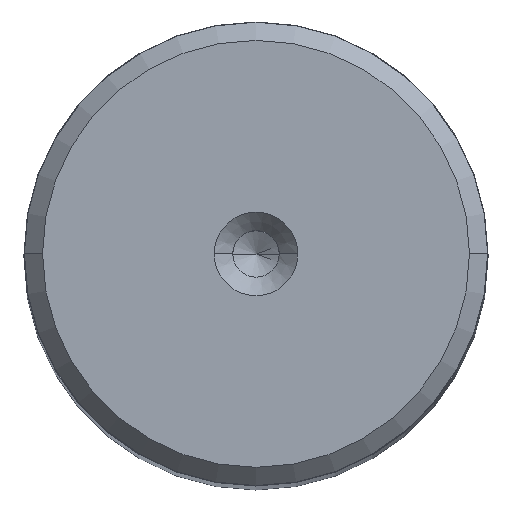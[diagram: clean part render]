
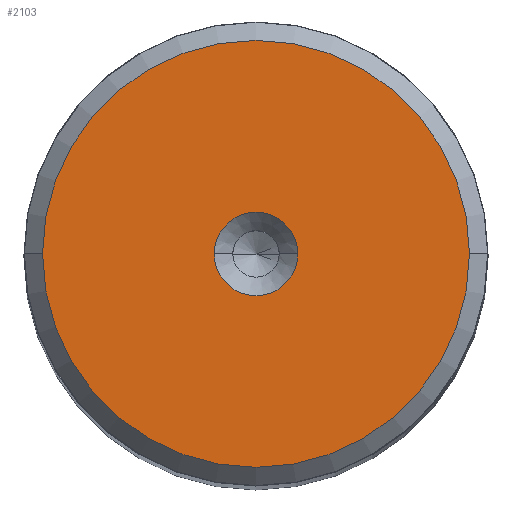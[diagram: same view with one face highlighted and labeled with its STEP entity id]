
A CAD part, top view. The second image highlights one B-rep face of the part: STEP entity #2103.
In plain terms, the highlighted planar face has unit normal (0, 0, 1).
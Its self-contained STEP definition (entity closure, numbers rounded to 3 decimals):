
#6 = CARTESIAN_POINT ( 'NONE',  ( -2.25, 0., 130. ) ) ;
#52 = CARTESIAN_POINT ( 'NONE',  ( -11.509, 0., 130. ) ) ;
#54 = CARTESIAN_POINT ( 'NONE',  ( 2.25, 0., 130. ) ) ;
#65 = EDGE_CURVE ( 'NONE', #1981, #1141, #947, .T. ) ;
#232 = DIRECTION ( 'NONE',  ( 1., 0., 0. ) ) ;
#304 = PLANE ( 'NONE',  #524 ) ;
#365 = CARTESIAN_POINT ( 'NONE',  ( 0., 0., 130. ) ) ;
#438 = DIRECTION ( 'NONE',  ( 0., 0., 1. ) ) ;
#515 = FACE_BOUND ( 'NONE', #1447, .T. ) ;
#524 = AXIS2_PLACEMENT_3D ( 'NONE', #1540, #1739, #1548 ) ;
#579 = ORIENTED_EDGE ( 'NONE', *, *, #1072, .F. ) ;
#620 = VERTEX_POINT ( 'NONE', #54 ) ;
#623 = EDGE_CURVE ( 'NONE', #620, #2635, #1802, .T. ) ;
#624 = CARTESIAN_POINT ( 'NONE',  ( 11.509, 0., 130. ) ) ;
#859 = DIRECTION ( 'NONE',  ( 1., 0., 0. ) ) ;
#886 = CIRCLE ( 'NONE', #1281, 2.25 ) ;
#947 = CIRCLE ( 'NONE', #1345, 11.509 ) ;
#1072 = EDGE_CURVE ( 'NONE', #2635, #620, #886, .T. ) ;
#1086 = CARTESIAN_POINT ( 'NONE',  ( 0., 0., 130. ) ) ;
#1141 = VERTEX_POINT ( 'NONE', #624 ) ;
#1270 = CARTESIAN_POINT ( 'NONE',  ( 0., 0., 130. ) ) ;
#1281 = AXIS2_PLACEMENT_3D ( 'NONE', #2048, #2687, #232 ) ;
#1345 = AXIS2_PLACEMENT_3D ( 'NONE', #1270, #438, #2533 ) ;
#1351 = FACE_OUTER_BOUND ( 'NONE', #2082, .T. ) ;
#1447 = EDGE_LOOP ( 'NONE', ( #2160, #579 ) ) ;
#1540 = CARTESIAN_POINT ( 'NONE',  ( 0., 0., 130. ) ) ;
#1548 = DIRECTION ( 'NONE',  ( 1., 0., 0. ) ) ;
#1739 = DIRECTION ( 'NONE',  ( 0., 0., 1. ) ) ;
#1800 = DIRECTION ( 'NONE',  ( 0., 0., 1. ) ) ;
#1802 = CIRCLE ( 'NONE', #2020, 2.25 ) ;
#1867 = ORIENTED_EDGE ( 'NONE', *, *, #2679, .T. ) ;
#1896 = DIRECTION ( 'NONE',  ( 0., 0., 1. ) ) ;
#1933 = DIRECTION ( 'NONE',  ( 1., 0., 0. ) ) ;
#1981 = VERTEX_POINT ( 'NONE', #52 ) ;
#2020 = AXIS2_PLACEMENT_3D ( 'NONE', #1086, #1896, #859 ) ;
#2048 = CARTESIAN_POINT ( 'NONE',  ( 0., 0., 130. ) ) ;
#2082 = EDGE_LOOP ( 'NONE', ( #2465, #1867 ) ) ;
#2103 = ADVANCED_FACE ( 'NONE', ( #515, #1351 ), #304, .T. ) ;
#2160 = ORIENTED_EDGE ( 'NONE', *, *, #623, .F. ) ;
#2206 = CIRCLE ( 'NONE', #2282, 11.509 ) ;
#2282 = AXIS2_PLACEMENT_3D ( 'NONE', #365, #1800, #1933 ) ;
#2465 = ORIENTED_EDGE ( 'NONE', *, *, #65, .T. ) ;
#2533 = DIRECTION ( 'NONE',  ( 1., 0., 0. ) ) ;
#2635 = VERTEX_POINT ( 'NONE', #6 ) ;
#2679 = EDGE_CURVE ( 'NONE', #1141, #1981, #2206, .T. ) ;
#2687 = DIRECTION ( 'NONE',  ( 0., 0., 1. ) ) ;
